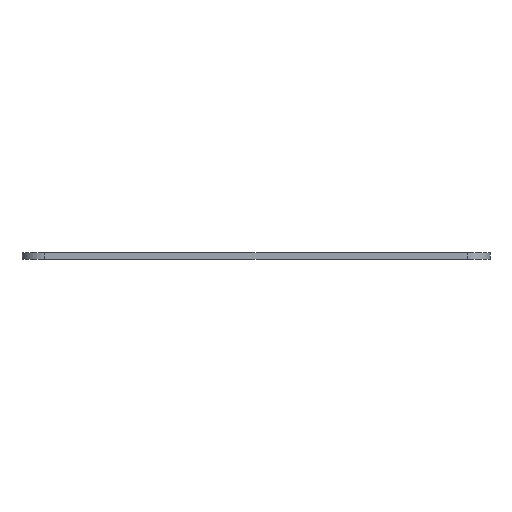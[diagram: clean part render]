
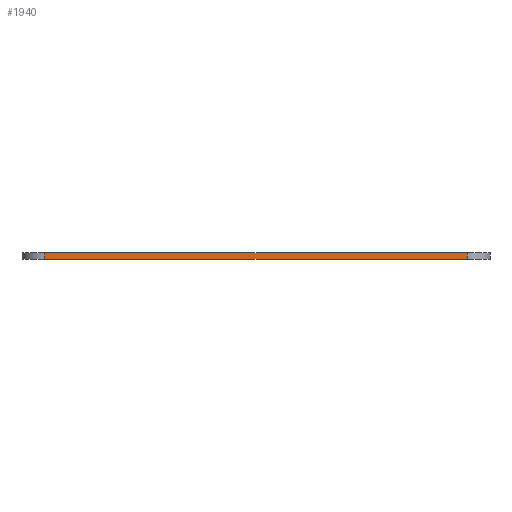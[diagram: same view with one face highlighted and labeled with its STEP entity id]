
A CAD part, front view. The second image highlights one B-rep face of the part: STEP entity #1940.
In plain terms, the highlighted planar face has unit normal (0, -1, 0).
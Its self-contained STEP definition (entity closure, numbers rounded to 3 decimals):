
#91=PLANE('',#2147);
#186=FACE_OUTER_BOUND('',#297,.T.);
#297=EDGE_LOOP('',(#1701,#1702,#1703,#1704));
#324=LINE('',#2748,#505);
#370=LINE('',#2937,#551);
#374=LINE('',#2949,#555);
#495=LINE('',#3277,#676);
#505=VECTOR('',#2174,10.);
#551=VECTOR('',#2328,10.);
#555=VECTOR('',#2342,10.);
#676=VECTOR('',#2715,10.);
#786=VERTEX_POINT('',#2745);
#787=VERTEX_POINT('',#2747);
#876=VERTEX_POINT('',#2935);
#879=VERTEX_POINT('',#2947);
#974=EDGE_CURVE('',#786,#787,#324,.T.);
#1069=EDGE_CURVE('',#876,#786,#370,.T.);
#1075=EDGE_CURVE('',#787,#879,#374,.T.);
#1239=EDGE_CURVE('',#879,#876,#495,.T.);
#1701=ORIENTED_EDGE('',*,*,#1069,.F.);
#1702=ORIENTED_EDGE('',*,*,#1239,.F.);
#1703=ORIENTED_EDGE('',*,*,#1075,.F.);
#1704=ORIENTED_EDGE('',*,*,#974,.F.);
#1940=ADVANCED_FACE('',(#186),#91,.T.);
#2147=AXIS2_PLACEMENT_3D('',#3276,#2713,#2714);
#2174=DIRECTION('',(-1.,0.,0.));
#2328=DIRECTION('',(0.,0.,-1.));
#2342=DIRECTION('',(0.,0.,1.));
#2713=DIRECTION('center_axis',(0.,-1.,0.));
#2714=DIRECTION('ref_axis',(1.,0.,0.));
#2715=DIRECTION('',(1.,0.,0.));
#2745=CARTESIAN_POINT('',(203.537,-86.801,0.));
#2747=CARTESIAN_POINT('',(109.912,-86.801,0.));
#2748=CARTESIAN_POINT('',(208.537,-86.801,0.));
#2935=CARTESIAN_POINT('',(203.537,-86.801,1.5));
#2937=CARTESIAN_POINT('',(203.537,-86.801,0.));
#2947=CARTESIAN_POINT('',(109.912,-86.801,1.5));
#2949=CARTESIAN_POINT('',(109.912,-86.801,0.));
#3276=CARTESIAN_POINT('Origin',(104.912,-86.801,0.));
#3277=CARTESIAN_POINT('',(208.537,-86.801,1.5));
